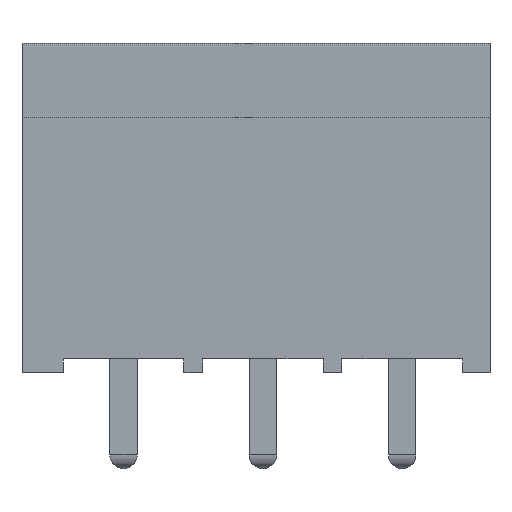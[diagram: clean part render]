
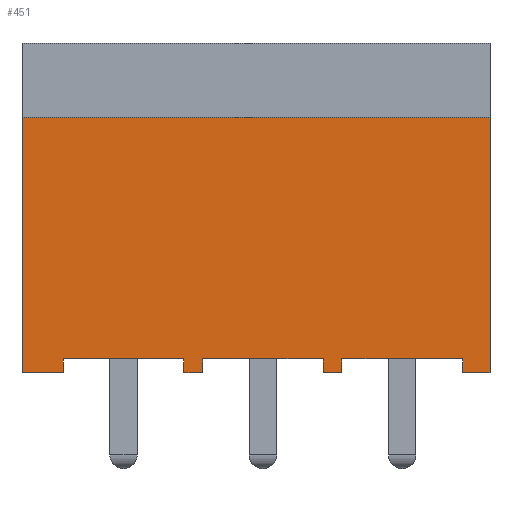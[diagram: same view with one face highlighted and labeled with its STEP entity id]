
A CAD part, front view. The second image highlights one B-rep face of the part: STEP entity #451.
In plain terms, the highlighted planar face has unit normal (0, -1, 0).
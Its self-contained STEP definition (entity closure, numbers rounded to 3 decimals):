
#6 = DIRECTION ( 'NONE',  ( 0., 0., -1. ) ) ;
#22 = DIRECTION ( 'NONE',  ( 0., -1., 0. ) ) ;
#30 = EDGE_CURVE ( 'NONE', #529, #3349, #3559, .T. ) ;
#83 = CARTESIAN_POINT ( 'NONE',  ( -1.95, -3.8, -11.5 ) ) ;
#169 = DIRECTION ( 'NONE',  ( 0., 0., -1. ) ) ;
#182 = CARTESIAN_POINT ( 'NONE',  ( 7.53, -3.8, -12. ) ) ;
#193 = EDGE_CURVE ( 'NONE', #1388, #439, #730, .T. ) ;
#238 = LINE ( 'NONE', #570, #2551 ) ;
#256 = EDGE_CURVE ( 'NONE', #2831, #880, #1826, .T. ) ;
#257 = CARTESIAN_POINT ( 'NONE',  ( -8.53, -3.8, -12. ) ) ;
#258 = DIRECTION ( 'NONE',  ( 0., 0., 1. ) ) ;
#279 = CARTESIAN_POINT ( 'NONE',  ( 2.45, -3.8, -12. ) ) ;
#300 = ORIENTED_EDGE ( 'NONE', *, *, #2673, .T. ) ;
#365 = CARTESIAN_POINT ( 'NONE',  ( 7.53, -3.8, -12. ) ) ;
#430 = LINE ( 'NONE', #365, #2737 ) ;
#439 = VERTEX_POINT ( 'NONE', #1173 ) ;
#450 = CARTESIAN_POINT ( 'NONE',  ( -2.63, -3.8, -12. ) ) ;
#451 = ADVANCED_FACE ( 'NONE', ( #866 ), #3218, .T. ) ;
#469 = VECTOR ( 'NONE', #3407, 1000. ) ;
#471 = ORIENTED_EDGE ( 'NONE', *, *, #256, .T. ) ;
#481 = CARTESIAN_POINT ( 'NONE',  ( -8.53, -3.8, -2.7 ) ) ;
#482 = VECTOR ( 'NONE', #3063, 1000. ) ;
#513 = DIRECTION ( 'NONE',  ( 0., 0., 1. ) ) ;
#529 = VERTEX_POINT ( 'NONE', #2844 ) ;
#542 = ORIENTED_EDGE ( 'NONE', *, *, #1675, .T. ) ;
#570 = CARTESIAN_POINT ( 'NONE',  ( 3.13, -3.8, -11.5 ) ) ;
#586 = ORIENTED_EDGE ( 'NONE', *, *, #2084, .F. ) ;
#587 = CARTESIAN_POINT ( 'NONE',  ( -7.03, -3.8, -11.5 ) ) ;
#588 = CARTESIAN_POINT ( 'NONE',  ( -1.95, -3.8, -12. ) ) ;
#696 = DIRECTION ( 'NONE',  ( 1., 0., 0. ) ) ;
#730 = LINE ( 'NONE', #182, #2353 ) ;
#742 = LINE ( 'NONE', #1884, #3684 ) ;
#758 = DIRECTION ( 'NONE',  ( 1., 0., 0. ) ) ;
#809 = EDGE_CURVE ( 'NONE', #1388, #1252, #430, .T. ) ;
#853 = VECTOR ( 'NONE', #169, 1000. ) ;
#866 = FACE_OUTER_BOUND ( 'NONE', #2228, .T. ) ;
#879 = EDGE_CURVE ( 'NONE', #2582, #2319, #1559, .T. ) ;
#880 = VERTEX_POINT ( 'NONE', #83 ) ;
#909 = LINE ( 'NONE', #1204, #1881 ) ;
#934 = CARTESIAN_POINT ( 'NONE',  ( -8.53, -3.8, -12. ) ) ;
#970 = CARTESIAN_POINT ( 'NONE',  ( -8.53, -3.8, -2.7 ) ) ;
#1010 = CARTESIAN_POINT ( 'NONE',  ( -2.63, -3.8, -11.5 ) ) ;
#1024 = ORIENTED_EDGE ( 'NONE', *, *, #193, .F. ) ;
#1060 = EDGE_CURVE ( 'NONE', #3306, #439, #238, .T. ) ;
#1076 = CARTESIAN_POINT ( 'NONE',  ( -1.95, -3.8, -12. ) ) ;
#1128 = VECTOR ( 'NONE', #1138, 1000. ) ;
#1138 = DIRECTION ( 'NONE',  ( 1., 0., 0. ) ) ;
#1173 = CARTESIAN_POINT ( 'NONE',  ( 7.53, -3.8, -11.5 ) ) ;
#1192 = VECTOR ( 'NONE', #1699, 1000. ) ;
#1204 = CARTESIAN_POINT ( 'NONE',  ( 3.13, -3.8, -12. ) ) ;
#1209 = CARTESIAN_POINT ( 'NONE',  ( 3.13, -3.8, -11.5 ) ) ;
#1252 = VERTEX_POINT ( 'NONE', #2197 ) ;
#1273 = CARTESIAN_POINT ( 'NONE',  ( 8.53, -3.8, -2.7 ) ) ;
#1310 = DIRECTION ( 'NONE',  ( 1., 0., 0. ) ) ;
#1332 = LINE ( 'NONE', #2263, #2948 ) ;
#1370 = CARTESIAN_POINT ( 'NONE',  ( -8.53, -3.8, -2.7 ) ) ;
#1388 = VERTEX_POINT ( 'NONE', #2052 ) ;
#1447 = VERTEX_POINT ( 'NONE', #1273 ) ;
#1559 = LINE ( 'NONE', #2758, #469 ) ;
#1615 = LINE ( 'NONE', #2852, #1697 ) ;
#1618 = VERTEX_POINT ( 'NONE', #1370 ) ;
#1650 = EDGE_CURVE ( 'NONE', #1447, #1252, #2880, .T. ) ;
#1663 = VERTEX_POINT ( 'NONE', #3706 ) ;
#1675 = EDGE_CURVE ( 'NONE', #529, #3118, #1332, .T. ) ;
#1697 = VECTOR ( 'NONE', #696, 1000. ) ;
#1699 = DIRECTION ( 'NONE',  ( 1., 0., 0. ) ) ;
#1735 = ORIENTED_EDGE ( 'NONE', *, *, #2215, .T. ) ;
#1826 = LINE ( 'NONE', #588, #3677 ) ;
#1834 = VERTEX_POINT ( 'NONE', #934 ) ;
#1881 = VECTOR ( 'NONE', #258, 1000. ) ;
#1884 = CARTESIAN_POINT ( 'NONE',  ( -7.03, -3.8, -12. ) ) ;
#1888 = VECTOR ( 'NONE', #2063, 1000. ) ;
#1895 = CARTESIAN_POINT ( 'NONE',  ( 2.45, -3.8, -11.5 ) ) ;
#1934 = EDGE_CURVE ( 'NONE', #2582, #2831, #1615, .T. ) ;
#1954 = CARTESIAN_POINT ( 'NONE',  ( 8.53, -3.8, -2.7 ) ) ;
#2052 = CARTESIAN_POINT ( 'NONE',  ( 7.53, -3.8, -12. ) ) ;
#2063 = DIRECTION ( 'NONE',  ( 1., 0., 0. ) ) ;
#2084 = EDGE_CURVE ( 'NONE', #1618, #1447, #2356, .T. ) ;
#2197 = CARTESIAN_POINT ( 'NONE',  ( 8.53, -3.8, -12. ) ) ;
#2215 = EDGE_CURVE ( 'NONE', #3118, #3306, #909, .T. ) ;
#2219 = ORIENTED_EDGE ( 'NONE', *, *, #1060, .T. ) ;
#2228 = EDGE_LOOP ( 'NONE', ( #300, #3235, #2275, #471, #3067, #3143, #542, #1735, #2219, #1024, #3358, #3363, #586, #3017, #2946, #3650 ) ) ;
#2263 = CARTESIAN_POINT ( 'NONE',  ( 2.45, -3.8, -12. ) ) ;
#2275 = ORIENTED_EDGE ( 'NONE', *, *, #1934, .T. ) ;
#2279 = EDGE_CURVE ( 'NONE', #880, #3349, #2465, .T. ) ;
#2319 = VERTEX_POINT ( 'NONE', #1010 ) ;
#2332 = DIRECTION ( 'NONE',  ( 1., 0., 0. ) ) ;
#2353 = VECTOR ( 'NONE', #513, 1000. ) ;
#2356 = LINE ( 'NONE', #481, #1192 ) ;
#2448 = LINE ( 'NONE', #970, #482 ) ;
#2465 = LINE ( 'NONE', #3355, #3890 ) ;
#2551 = VECTOR ( 'NONE', #2332, 1000. ) ;
#2582 = VERTEX_POINT ( 'NONE', #450 ) ;
#2630 = LINE ( 'NONE', #257, #1128 ) ;
#2666 = EDGE_CURVE ( 'NONE', #1834, #1663, #2630, .T. ) ;
#2673 = EDGE_CURVE ( 'NONE', #3071, #2319, #3495, .T. ) ;
#2737 = VECTOR ( 'NONE', #1310, 1000. ) ;
#2758 = CARTESIAN_POINT ( 'NONE',  ( -2.63, -3.8, -12. ) ) ;
#2831 = VERTEX_POINT ( 'NONE', #1076 ) ;
#2844 = CARTESIAN_POINT ( 'NONE',  ( 2.45, -3.8, -12. ) ) ;
#2852 = CARTESIAN_POINT ( 'NONE',  ( -2.63, -3.8, -12. ) ) ;
#2880 = LINE ( 'NONE', #1954, #853 ) ;
#2946 = ORIENTED_EDGE ( 'NONE', *, *, #2666, .T. ) ;
#2948 = VECTOR ( 'NONE', #758, 1000. ) ;
#2980 = CARTESIAN_POINT ( 'NONE',  ( 3.13, -3.8, -12. ) ) ;
#2990 = AXIS2_PLACEMENT_3D ( 'NONE', #3291, #22, #6 ) ;
#3017 = ORIENTED_EDGE ( 'NONE', *, *, #3656, .T. ) ;
#3063 = DIRECTION ( 'NONE',  ( 0., 0., -1. ) ) ;
#3067 = ORIENTED_EDGE ( 'NONE', *, *, #2279, .T. ) ;
#3071 = VERTEX_POINT ( 'NONE', #587 ) ;
#3118 = VERTEX_POINT ( 'NONE', #2980 ) ;
#3143 = ORIENTED_EDGE ( 'NONE', *, *, #30, .F. ) ;
#3178 = EDGE_CURVE ( 'NONE', #1663, #3071, #742, .T. ) ;
#3218 = PLANE ( 'NONE',  #2990 ) ;
#3235 = ORIENTED_EDGE ( 'NONE', *, *, #879, .F. ) ;
#3278 = DIRECTION ( 'NONE',  ( 0., 0., 1. ) ) ;
#3291 = CARTESIAN_POINT ( 'NONE',  ( -8.53, -3.8, -2.7 ) ) ;
#3306 = VERTEX_POINT ( 'NONE', #1209 ) ;
#3349 = VERTEX_POINT ( 'NONE', #1895 ) ;
#3355 = CARTESIAN_POINT ( 'NONE',  ( -1.95, -3.8, -11.5 ) ) ;
#3358 = ORIENTED_EDGE ( 'NONE', *, *, #809, .T. ) ;
#3363 = ORIENTED_EDGE ( 'NONE', *, *, #1650, .F. ) ;
#3407 = DIRECTION ( 'NONE',  ( 0., 0., 1. ) ) ;
#3495 = LINE ( 'NONE', #3556, #1888 ) ;
#3544 = VECTOR ( 'NONE', #3579, 1000. ) ;
#3556 = CARTESIAN_POINT ( 'NONE',  ( -7.03, -3.8, -11.5 ) ) ;
#3559 = LINE ( 'NONE', #279, #3544 ) ;
#3579 = DIRECTION ( 'NONE',  ( 0., 0., 1. ) ) ;
#3650 = ORIENTED_EDGE ( 'NONE', *, *, #3178, .T. ) ;
#3653 = DIRECTION ( 'NONE',  ( 1., 0., 0. ) ) ;
#3656 = EDGE_CURVE ( 'NONE', #1618, #1834, #2448, .T. ) ;
#3677 = VECTOR ( 'NONE', #3278, 1000. ) ;
#3684 = VECTOR ( 'NONE', #3823, 1000. ) ;
#3706 = CARTESIAN_POINT ( 'NONE',  ( -7.03, -3.8, -12. ) ) ;
#3823 = DIRECTION ( 'NONE',  ( 0., 0., 1. ) ) ;
#3890 = VECTOR ( 'NONE', #3653, 1000. ) ;
